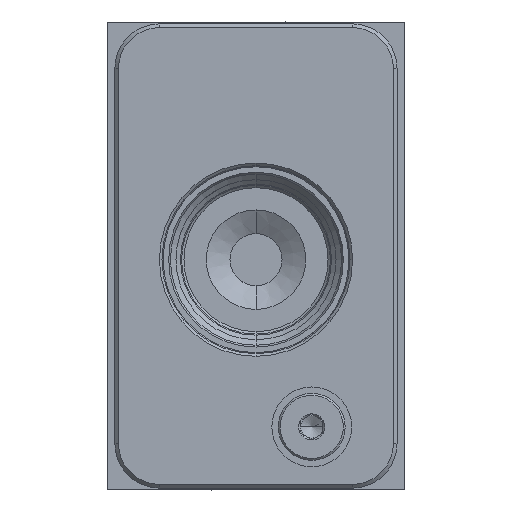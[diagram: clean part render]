
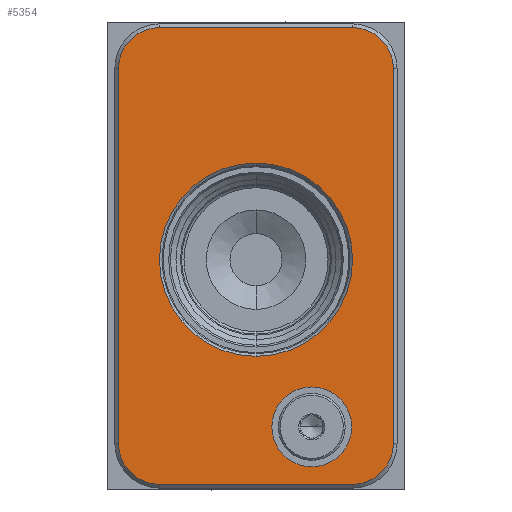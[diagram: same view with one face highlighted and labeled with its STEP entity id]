
A CAD part, front view. The second image highlights one B-rep face of the part: STEP entity #5354.
In plain terms, the highlighted planar face has unit normal (0, -1, 0).
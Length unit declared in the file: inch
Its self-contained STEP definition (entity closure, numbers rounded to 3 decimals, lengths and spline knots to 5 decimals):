
#833=CARTESIAN_POINT('',(2.062,-5.312,3.547));
#834=DIRECTION('',(0.,1.,0.));
#835=DIRECTION('',(0.,0.,1.));
#836=AXIS2_PLACEMENT_3D('',#833,#834,#835);
#847=CARTESIAN_POINT('',(1.25,-5.312,1.938));
#848=DIRECTION('',(0.,1.,0.));
#849=DIRECTION('',(0.,0.,-1.));
#850=AXIS2_PLACEMENT_3D('',#847,#848,#849);
#852=CARTESIAN_POINT('',(1.25,-5.312,1.938));
#853=DIRECTION('',(0.,1.,0.));
#854=DIRECTION('',(0.,0.,1.));
#855=AXIS2_PLACEMENT_3D('',#852,#853,#854);
#857=CARTESIAN_POINT('',(1.719,-5.312,0.531));
#858=DIRECTION('',(0.,1.,0.));
#859=DIRECTION('',(0.,0.,-1.));
#860=AXIS2_PLACEMENT_3D('',#857,#858,#859);
#862=CARTESIAN_POINT('',(1.719,-5.312,0.531));
#863=DIRECTION('',(0.,1.,0.));
#864=DIRECTION('',(0.,0.,1.));
#865=AXIS2_PLACEMENT_3D('',#862,#863,#864);
#867=DIRECTION('',(0.,0.,-1.));
#868=VECTOR('',#867,3.156);
#869=CARTESIAN_POINT('',(2.406,-5.312,3.547));
#870=LINE('',#869,#868);
#887=CARTESIAN_POINT('',(2.062,-5.312,0.391));
#888=DIRECTION('',(0.,1.,0.));
#889=DIRECTION('',(1.,0.,0.));
#890=AXIS2_PLACEMENT_3D('',#887,#888,#889);
#905=DIRECTION('',(-1.,0.,0.));
#906=VECTOR('',#905,1.625);
#907=CARTESIAN_POINT('',(2.062,-5.312,0.047));
#908=LINE('',#907,#906);
#921=CARTESIAN_POINT('',(0.437,-5.312,0.391));
#922=DIRECTION('',(0.,1.,0.));
#923=DIRECTION('',(0.,0.,-1.));
#924=AXIS2_PLACEMENT_3D('',#921,#922,#923);
#935=DIRECTION('',(0.,0.,1.));
#936=VECTOR('',#935,3.156);
#937=CARTESIAN_POINT('',(0.093,-5.312,0.391));
#938=LINE('',#937,#936);
#955=CARTESIAN_POINT('',(0.437,-5.312,3.547));
#956=DIRECTION('',(0.,1.,0.));
#957=DIRECTION('',(-1.,0.,0.));
#958=AXIS2_PLACEMENT_3D('',#955,#956,#957);
#969=DIRECTION('',(1.,0.,0.));
#970=VECTOR('',#969,1.625);
#971=CARTESIAN_POINT('',(0.437,-5.312,3.891));
#972=LINE('',#971,#970);
#4888=CARTESIAN_POINT('',(2.062,-5.312,0.047));
#4889=CARTESIAN_POINT('',(0.437,-5.312,0.047));
#4890=VERTEX_POINT('',#4888);
#4891=VERTEX_POINT('',#4889);
#4896=CARTESIAN_POINT('',(0.093,-5.312,0.391));
#4897=VERTEX_POINT('',#4896);
#4900=CARTESIAN_POINT('',(0.093,-5.312,3.547));
#4901=VERTEX_POINT('',#4900);
#4904=CARTESIAN_POINT('',(0.437,-5.312,3.891));
#4905=VERTEX_POINT('',#4904);
#4908=CARTESIAN_POINT('',(2.062,-5.312,3.891));
#4909=VERTEX_POINT('',#4908);
#4912=CARTESIAN_POINT('',(2.406,-5.312,3.547));
#4913=VERTEX_POINT('',#4912);
#4916=CARTESIAN_POINT('',(2.406,-5.312,0.391));
#4917=VERTEX_POINT('',#4916);
#4972=CARTESIAN_POINT('',(1.25,-5.312,1.125));
#4973=CARTESIAN_POINT('',(1.25,-5.312,2.751));
#4974=VERTEX_POINT('',#4972);
#4975=VERTEX_POINT('',#4973);
#5023=CARTESIAN_POINT('',(1.719,-5.312,
0.195));
#5024=CARTESIAN_POINT('',(1.719,-5.312,
0.867));
#5025=VERTEX_POINT('',#5023);
#5026=VERTEX_POINT('',#5024);
#5320=CARTESIAN_POINT('',(0.,-5.312,0.));
#5321=DIRECTION('',(0.,-1.,0.));
#5322=DIRECTION('',(1.,0.,0.));
#5323=AXIS2_PLACEMENT_3D('',#5320,#5321,#5322);
#5324=PLANE('',#5323);
#5325=ORIENTED_EDGE('',*,*,#5310,.T.);
#5327=ORIENTED_EDGE('',*,*,#5326,.T.);
#5329=ORIENTED_EDGE('',*,*,#5328,.T.);
#5331=ORIENTED_EDGE('',*,*,#5330,.T.);
#5333=ORIENTED_EDGE('',*,*,#5332,.T.);
#5335=ORIENTED_EDGE('',*,*,#5334,.T.);
#5337=ORIENTED_EDGE('',*,*,#5336,.T.);
#5339=ORIENTED_EDGE('',*,*,#5338,.T.);
#5340=EDGE_LOOP('',(#5325,#5327,#5329,#5331,#5333,#5335,#5337,#5339));
#5341=FACE_OUTER_BOUND('',#5340,.F.);
#5343=ORIENTED_EDGE('',*,*,#5342,.F.);
#5345=ORIENTED_EDGE('',*,*,#5344,.F.);
#5346=EDGE_LOOP('',(#5343,#5345));
#5347=FACE_BOUND('',#5346,.F.);
#5349=ORIENTED_EDGE('',*,*,#5348,.F.);
#5351=ORIENTED_EDGE('',*,*,#5350,.F.);
#5352=EDGE_LOOP('',(#5349,#5351));
#5353=FACE_BOUND('',#5352,.F.);
#5354=ADVANCED_FACE('',(#5341,#5347,#5353),#5324,.T.);
#837=CIRCLE('',#836,0.344);
#851=CIRCLE('',#850,0.813);
#856=CIRCLE('',#855,0.813);
#861=CIRCLE('',#860,0.336);
#866=CIRCLE('',#865,0.336);
#891=CIRCLE('',#890,0.344);
#925=CIRCLE('',#924,0.344);
#959=CIRCLE('',#958,0.344);
#5310=EDGE_CURVE('',#4909,#4913,#837,.T.);
#5326=EDGE_CURVE('',#4913,#4917,#870,.T.);
#5328=EDGE_CURVE('',#4917,#4890,#891,.T.);
#5330=EDGE_CURVE('',#4890,#4891,#908,.T.);
#5332=EDGE_CURVE('',#4891,#4897,#925,.T.);
#5334=EDGE_CURVE('',#4897,#4901,#938,.T.);
#5336=EDGE_CURVE('',#4901,#4905,#959,.T.);
#5338=EDGE_CURVE('',#4905,#4909,#972,.T.);
#5342=EDGE_CURVE('',#4974,#4975,#851,.T.);
#5344=EDGE_CURVE('',#4975,#4974,#856,.T.);
#5348=EDGE_CURVE('',#5025,#5026,#861,.T.);
#5350=EDGE_CURVE('',#5026,#5025,#866,.T.);
